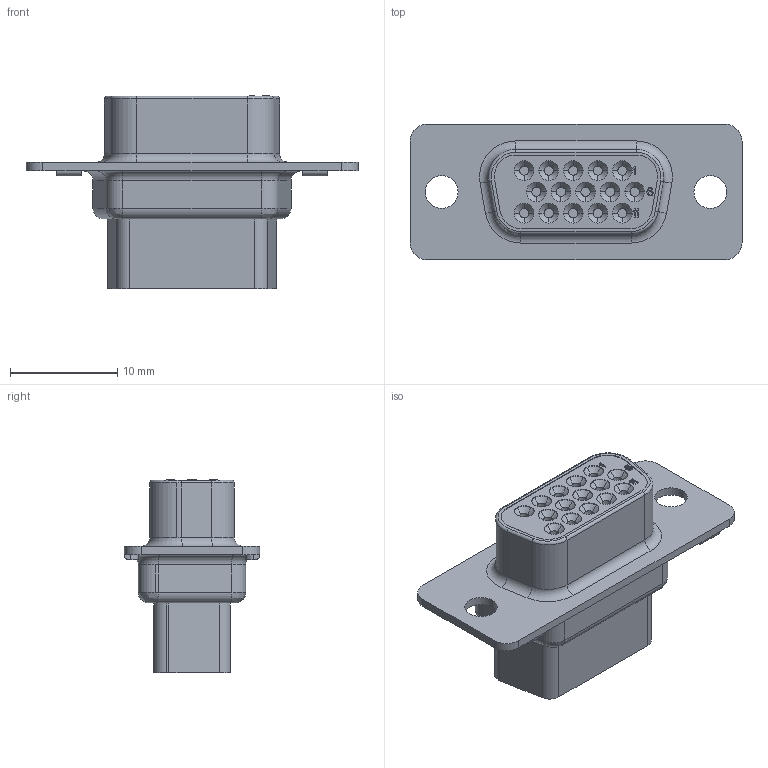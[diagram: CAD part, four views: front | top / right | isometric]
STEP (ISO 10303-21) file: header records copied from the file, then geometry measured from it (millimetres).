
FILE_DESCRIPTION(('STEP AP214'),'1');
FILE_NAME('42k6702_1658681-1.stp','2017-12-12T02:02:57',('TraceParts'),('TraceParts S.A.'),'Spatial InterOp 3D',' ',' ');
FILE_SCHEMA(('automotive_design'));
Length unit declared in the file: millimetre
Products named in the file (5): 42k6702_1658681-1_1; 42k6702_1658681-1_2; 42k6702_1658681-1_3; 42k6702_1658681-1_4; 42k6702_1658681-1_5
Bounding box: 30.89 x 12.6 x 18.03 mm (x, y, z)
Volume: 2434.1 mm3; surface area: 1668.5 mm2
Topology: 5 solids, 5 shells, 387 faces, 929 edges, 586 vertices
Faces by surface type: plane 161, cylinder 150, cone 60, torus 12, bspline 4
Entity records: 11370 total; most frequent: DIRECTION 2081, CARTESIAN_POINT 1967, ORIENTED_EDGE 1858, EDGE_CURVE 929, AXIS2_PLACEMENT_3D 764, VERTEX_POINT 586, LINE 553, VECTOR 553
